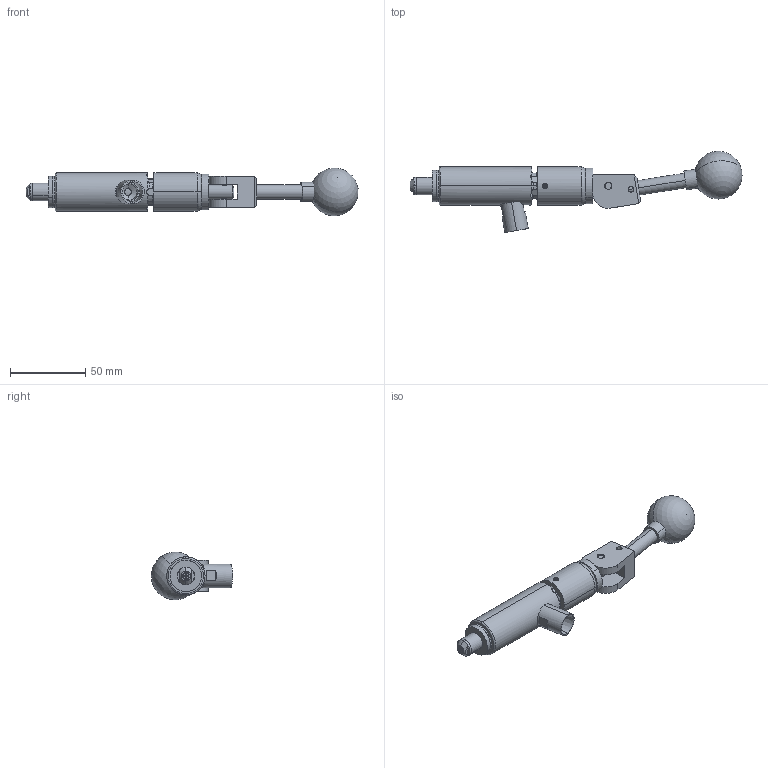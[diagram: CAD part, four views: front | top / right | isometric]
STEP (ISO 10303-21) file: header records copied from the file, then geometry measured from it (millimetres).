
FILE_DESCRIPTION (( 'STEP AP214' ), '1' );
FILE_NAME ('CTSC-003735.STEP', '2025-06-15T19:16:41', ( '' ), ( '' ), 'SwSTEP 2.0', 'SolidWorks 2023', '' );
FILE_SCHEMA (( 'AUTOMOTIVE_DESIGN' ));
Length unit declared in the file: inch
Products named in the file (1): CTSC-003735
Bounding box: 220.63 x 54.02 x 31.66 mm (x, y, z)
Volume: 84107.8 mm3; surface area: 25799.1 mm2
Topology: 9 solids, 9 shells, 310 faces, 752 edges, 477 vertices
Faces by surface type: cylinder 122, plane 121, cone 53, torus 9, bspline 3, sphere 2
Entity records: 14374 total; most frequent: CARTESIAN_POINT 3206, DIRECTION 1522, ORIENTED_EDGE 1490, EDGE_CURVE 745, AXIS2_PLACEMENT_3D 598, VERTEX_POINT 474, EDGE_LOOP 351, LINE 326
